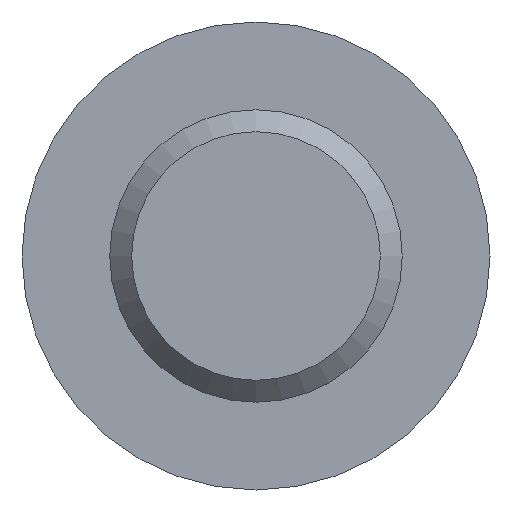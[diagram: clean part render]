
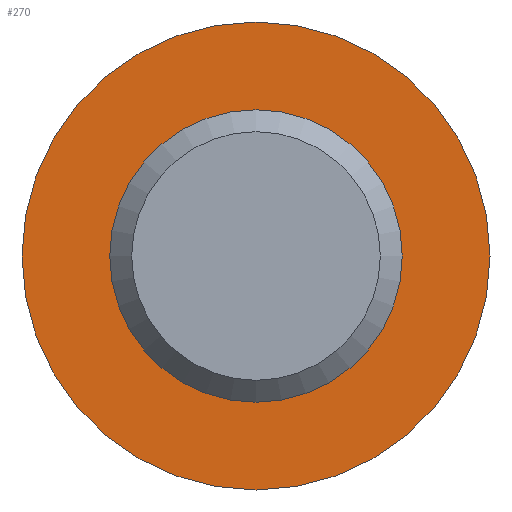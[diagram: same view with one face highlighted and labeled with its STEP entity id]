
A CAD part, front view. The second image highlights one B-rep face of the part: STEP entity #270.
In plain terms, the highlighted planar face has unit normal (0, -1, 0).
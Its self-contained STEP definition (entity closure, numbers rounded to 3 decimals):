
#4 = CIRCLE ( 'NONE', #99, 5. ) ;
#45 = EDGE_CURVE ( 'NONE', #221, #221, #4, .T. ) ;
#67 = FACE_OUTER_BOUND ( 'NONE', #119, .T. ) ;
#74 = CARTESIAN_POINT ( 'NONE',  ( 0., 25., -8. ) ) ;
#85 = AXIS2_PLACEMENT_3D ( 'NONE', #182, #181, #271 ) ;
#94 = ORIENTED_EDGE ( 'NONE', *, *, #509, .T. ) ;
#99 = AXIS2_PLACEMENT_3D ( 'NONE', #209, #420, #377 ) ;
#119 = EDGE_LOOP ( 'NONE', ( #94 ) ) ;
#144 = CARTESIAN_POINT ( 'NONE',  ( 0., 25., -5. ) ) ;
#153 = DIRECTION ( 'NONE',  ( 0., 0., 1. ) ) ;
#169 = CIRCLE ( 'NONE', #85, 8. ) ;
#181 = DIRECTION ( 'NONE',  ( 0., -1., 0. ) ) ;
#182 = CARTESIAN_POINT ( 'NONE',  ( 0., 25., 0. ) ) ;
#199 = VERTEX_POINT ( 'NONE', #74 ) ;
#209 = CARTESIAN_POINT ( 'NONE',  ( 0., 25., 0. ) ) ;
#221 = VERTEX_POINT ( 'NONE', #144 ) ;
#270 = ADVANCED_FACE ( 'NONE', ( #530, #67 ), #458, .F. ) ;
#271 = DIRECTION ( 'NONE',  ( 0., 0., -1. ) ) ;
#336 = EDGE_LOOP ( 'NONE', ( #402 ) ) ;
#359 = DIRECTION ( 'NONE',  ( 0., 1., 0. ) ) ;
#377 = DIRECTION ( 'NONE',  ( 0., 0., -1. ) ) ;
#402 = ORIENTED_EDGE ( 'NONE', *, *, #45, .F. ) ;
#404 = CARTESIAN_POINT ( 'NONE',  ( -5., 25., 0. ) ) ;
#420 = DIRECTION ( 'NONE',  ( 0., -1., 0. ) ) ;
#458 = PLANE ( 'NONE',  #491 ) ;
#491 = AXIS2_PLACEMENT_3D ( 'NONE', #404, #359, #153 ) ;
#509 = EDGE_CURVE ( 'NONE', #199, #199, #169, .T. ) ;
#530 = FACE_BOUND ( 'NONE', #336, .T. ) ;
